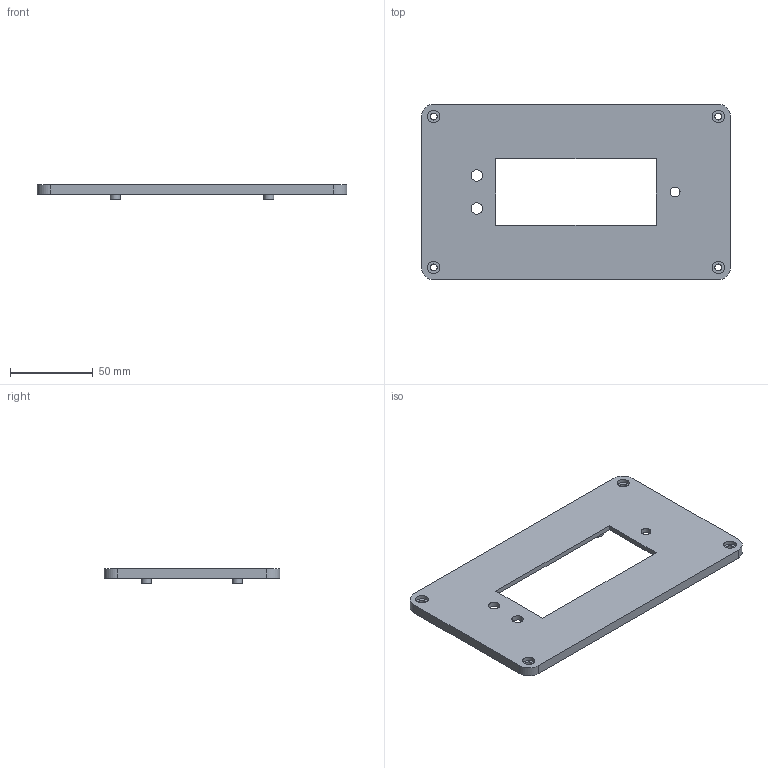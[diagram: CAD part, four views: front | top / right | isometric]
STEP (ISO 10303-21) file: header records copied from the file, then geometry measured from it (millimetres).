
FILE_DESCRIPTION(('FreeCAD Model'),'2;1');
FILE_NAME('Open CASCADE Shape Model','2025-08-20T14:15:22',(''),(''), 'Open CASCADE STEP processor 7.8','FreeCAD','Unknown');
FILE_SCHEMA(('AUTOMOTIVE_DESIGN { 1 0 10303 214 1 1 1 1 }'));
Length unit declared in the file: millimetre
Products named in the file (1): Pocket Disp Befest Bohrungen
Bounding box: 187.4 x 106.4 x 9 mm (x, y, z)
Volume: 51516.4 mm3; surface area: 41666.7 mm2
Topology: 1 solids, 1 shells, 80 faces, 189 edges, 126 vertices
Faces by surface type: plane 45, cylinder 35
Full cylindrical faces by diameter (mm): 3.1 x4, 4.2 x4, 6 x5, 6.9 x2, 7.6 x4
Entity records: 2377 total; most frequent: DIRECTION 421, CARTESIAN_POINT 396, ORIENTED_EDGE 378, EDGE_CURVE 189, AXIS2_PLACEMENT_3D 151, VERTEX_POINT 126, LINE 119, VECTOR 119
